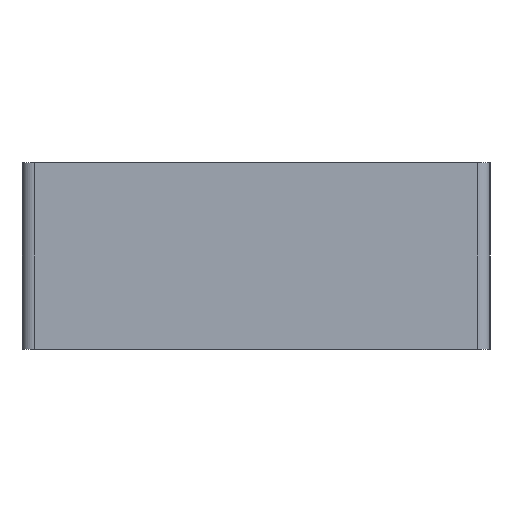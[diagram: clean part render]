
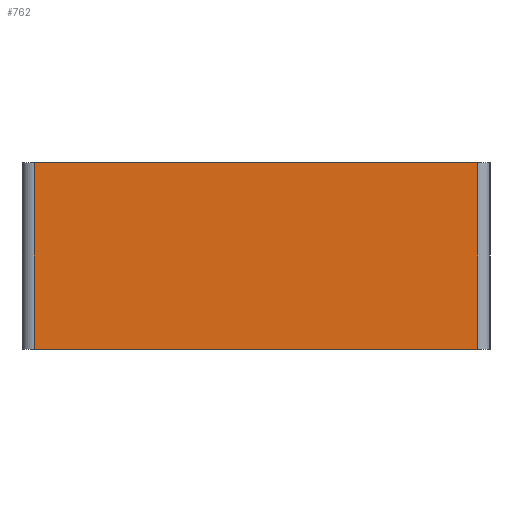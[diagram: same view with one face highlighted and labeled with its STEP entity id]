
A CAD part, left-side view. The second image highlights one B-rep face of the part: STEP entity #762.
In plain terms, the highlighted planar face has unit normal (-1, 0, 0).
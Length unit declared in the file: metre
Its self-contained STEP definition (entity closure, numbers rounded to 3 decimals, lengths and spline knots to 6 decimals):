
#146=ORIENTED_EDGE('',*,*,#345,.T.);
#147=ORIENTED_EDGE('',*,*,#346,.T.);
#148=ORIENTED_EDGE('',*,*,#304,.F.);
#149=ORIENTED_EDGE('',*,*,#347,.T.);
#304=EDGE_CURVE('',#406,#407,#476,.T.);
#345=EDGE_CURVE('',#442,#443,#499,.T.);
#346=EDGE_CURVE('',#443,#407,#500,.F.);
#347=EDGE_CURVE('',#406,#442,#501,.T.);
#406=VERTEX_POINT('',#1187);
#407=VERTEX_POINT('',#1189);
#442=VERTEX_POINT('',#1275);
#443=VERTEX_POINT('',#1276);
#476=LINE('',#1188,#526);
#499=LINE('',#1274,#549);
#500=LINE('',#1277,#550);
#501=LINE('',#1278,#551);
#526=VECTOR('',#929,1.);
#549=VECTOR('',#1008,1.);
#550=VECTOR('',#1009,1.);
#551=VECTOR('',#1010,1.);
#588=EDGE_LOOP('',(#146,#147,#148,#149));
#668=FACE_BOUND('',#588,.T.);
#736=PLANE('',#845);
#762=ADVANCED_FACE('',(#668),#736,.F.);
#845=AXIS2_PLACEMENT_3D('',#1273,#1006,#1007);
#929=DIRECTION('',(0.,-1.,0.));
#1006=DIRECTION('',(1.,0.,0.));
#1007=DIRECTION('',(0.,1.,0.));
#1008=DIRECTION('',(0.,-1.,0.));
#1009=DIRECTION('',(0.,0.,-1.));
#1010=DIRECTION('',(0.,0.,-1.));
#1187=CARTESIAN_POINT('',(-0.0735,0.02675,0.0225));
#1188=CARTESIAN_POINT('',(-0.0735,0.,0.0225));
#1189=CARTESIAN_POINT('',(-0.0735,-0.02675,0.0225));
#1273=CARTESIAN_POINT('',(-0.0735,0.,0.0225));
#1274=CARTESIAN_POINT('',(-0.0735,0.,0.));
#1275=CARTESIAN_POINT('',(-0.0735,0.02675,0.));
#1276=CARTESIAN_POINT('',(-0.0735,-0.02675,0.));
#1277=CARTESIAN_POINT('',(-0.0735,-0.02675,0.0225));
#1278=CARTESIAN_POINT('',(-0.0735,0.02675,0.0225));
